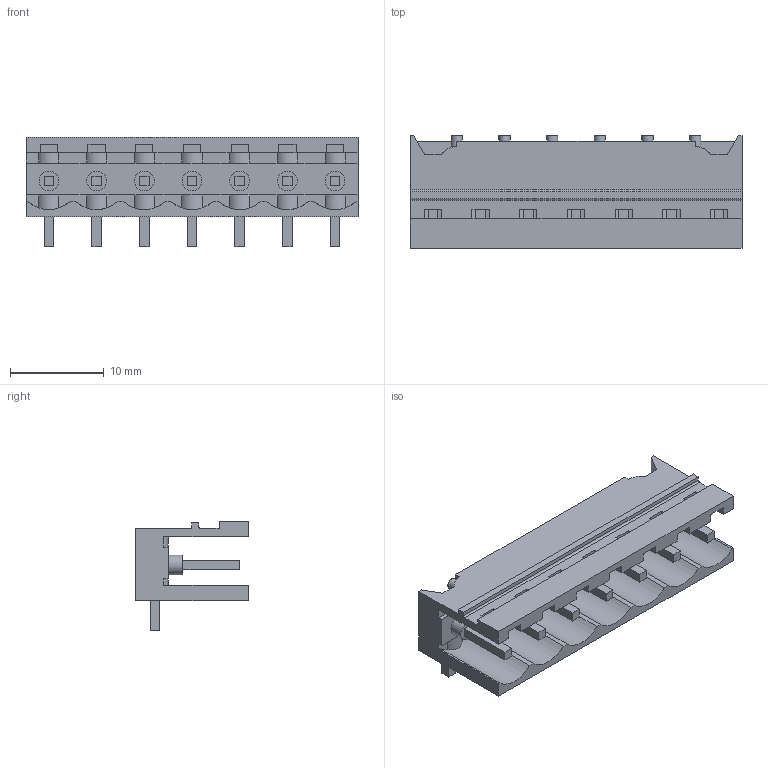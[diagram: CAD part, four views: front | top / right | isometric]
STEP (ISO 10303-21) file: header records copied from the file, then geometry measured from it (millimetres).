
FILE_DESCRIPTION(('CATIA V5 STEP Exchange','CAx-IF Rec.Pracs.--- Model Styling and Organization---1.2---2011-12-15'),'2;1');
FILE_NAME ('D1456012_0', '2018-03-09T07:41:37+00:00', ('none'), ('Weidmueller'), 'CATIA Version 5-6 Release 2014', 'CATIA V5 STEP AP214', 'none');
FILE_SCHEMA(('AUTOMOTIVE_DESIGN { 1 0 10303 214 1 1 1 1 }'));
Length unit declared in the file: millimetre
Products named in the file (1): 1780000000
Bounding box: 35.36 x 12 x 11.63 mm (x, y, z)
Volume: 1269 mm3; surface area: 3019.4 mm2
Topology: 8 solids, 8 shells, 393 faces, 1242 edges, 858 vertices
Faces by surface type: plane 326, cylinder 65, extrusion 2
Entity records: 12850 total; most frequent: CARTESIAN_POINT 2558, ORIENTED_EDGE 2484, DIRECTION 1592, EDGE_CURVE 1242, VECTOR 972, LINE 970, VERTEX_POINT 858, AXIS2_PLACEMENT_3D 418
